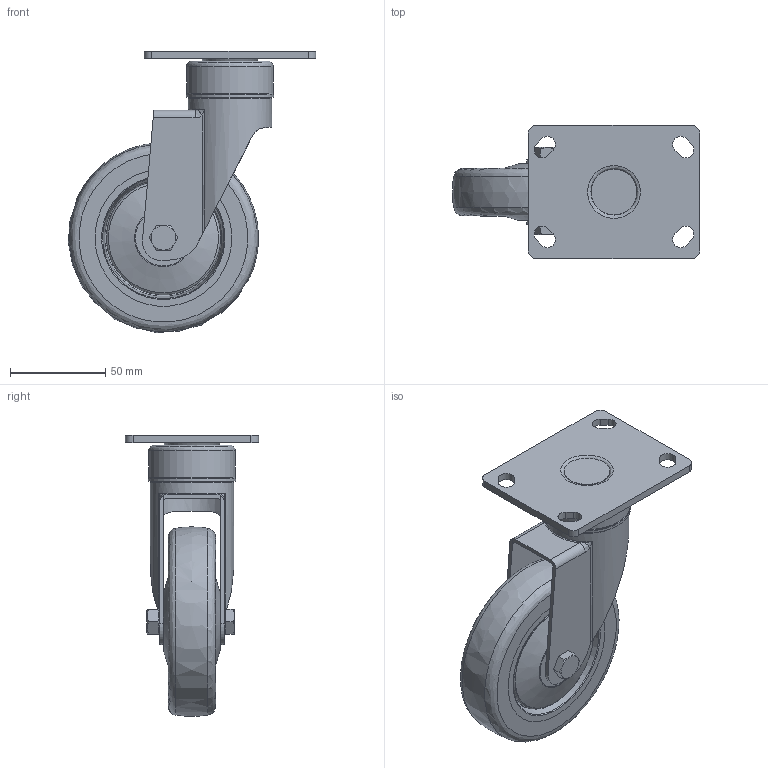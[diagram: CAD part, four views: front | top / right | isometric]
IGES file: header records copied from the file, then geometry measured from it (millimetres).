
Global section: file name: 509901.stp; native system: Autodesk Inventor 2014; preprocessor: unknown; author: zeman; date: 20151016.123812; units: millimetre
Bounding box: 129.94 x 70 x 147.87 mm (x, y, z)
Volume: 207011.4 mm3; surface area: 103757 mm2
Topology: 10 solids, 10 shells, 230 faces, 596 edges, 411 vertices
Faces by surface type: revolution 90, plane 85, cylinder 30, cone 18, bspline 6, sphere 1
Full cylindrical faces by diameter (mm): 7.323 x1, 8 x1, 11.4 x1, 12 x1, 14 x1, 16 x1, 20 x1, 24 x1, 33 x1, 40 x1, 44 x1, 45.6 x1, 46 x1, 60 x2, 70 x1, 72 x2
